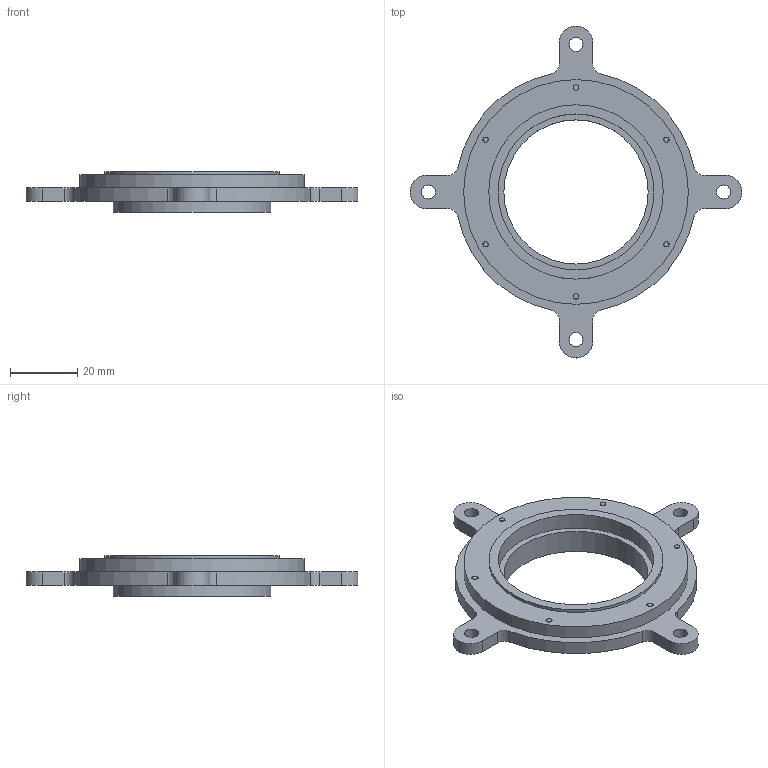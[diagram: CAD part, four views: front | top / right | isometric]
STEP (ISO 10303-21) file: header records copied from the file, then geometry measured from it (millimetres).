
FILE_DESCRIPTION(/* description */ (''),/* implementation_level */ '2;1');
FILE_NAME(/* name */ 'ipf_z3d_AO000450.stp',/* time_stamp */ '2019-02-20T12:00:01+01:00',/* author */ ('g.aydin'),/* organization */ (''),/* preprocessor_version */ 'ST-DEVELOPER v15.2',/* originating_system */ 'Autodesk Inventor 2014',/* authorisation */ '');
FILE_SCHEMA (('AUTOMOTIVE_DESIGN { 1 0 10303 214 3 1 1 }'));
Length unit declared in the file: millimetre
Products named in the file (4): AO000450_Ring; AO000450_Aufnahme; din_en_iso_7046-2_m2x8_8_8_h1; ipf_z3d_AO000450
Bounding box: 99 x 99 x 12.2 mm (x, y, z)
Volume: 20824.4 mm3; surface area: 14779.6 mm2
Topology: 8 solids, 8 shells, 205 faces, 504 edges, 331 vertices
Faces by surface type: plane 112, cylinder 63, cone 24, torus 6
Full cylindrical faces by diameter (mm): 1.567 x6, 1.6 x6, 1.8 x6, 2 x12, 3.8 x6, 4.2 x4, 43 x1, 46.5 x1, 47 x1, 52 x1, 56.8 x1, 57.2 x1, 67 x1
Entity records: 2559 total; most frequent: DIRECTION 462, CARTESIAN_POINT 403, ORIENTED_EDGE 340, AXIS2_PLACEMENT_3D 193, EDGE_CURVE 170, EDGE_LOOP 164, VERTEX_POINT 134, CIRCLE 96
